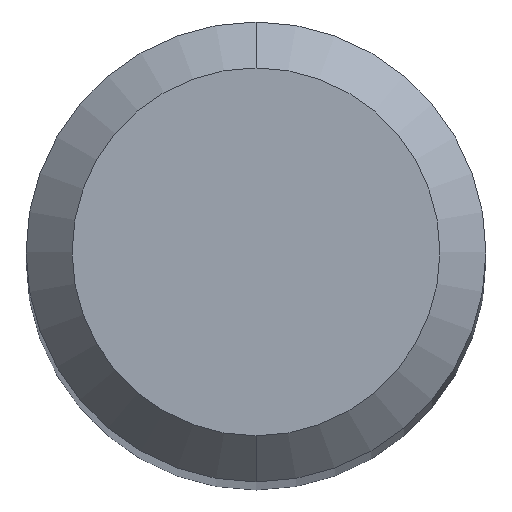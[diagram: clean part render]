
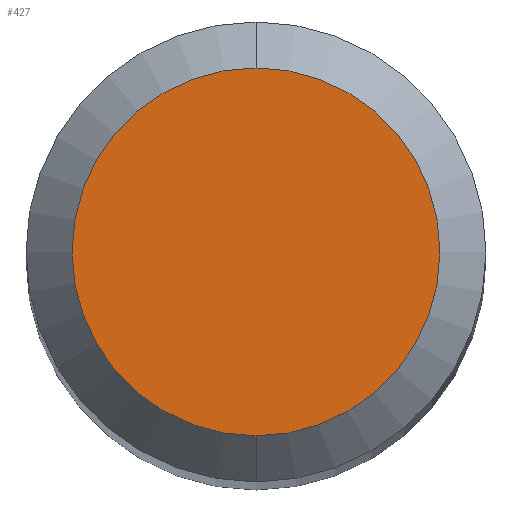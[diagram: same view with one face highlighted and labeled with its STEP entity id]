
A CAD part, top view. The second image highlights one B-rep face of the part: STEP entity #427.
In plain terms, the highlighted planar face has unit normal (0, 0, 1).
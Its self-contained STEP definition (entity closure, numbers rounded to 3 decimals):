
#263=EDGE_CURVE('',#445,#403,#583,.T.);
#353=EDGE_CURVE('',#403,#445,#684,.T.);
#403=VERTEX_POINT('',#737);
#427=ADVANCED_FACE('',(#763),#764,.T.);
#445=VERTEX_POINT('',#782);
#583=CIRCLE('',#1030,1.2);
#684=CIRCLE('',#1204,1.2);
#737=CARTESIAN_POINT('',(0.,-1.2,0.0));
#763=FACE_OUTER_BOUND('',#1343,.T.);
#764=PLANE('',#1344);
#782=CARTESIAN_POINT('',(0.0,1.2,0.0));
#1030=AXIS2_PLACEMENT_3D('',#1593,#1594,#1595);
#1204=AXIS2_PLACEMENT_3D('',#1719,#1720,#1721);
#1343=EDGE_LOOP('',(#1783,#1784));
#1344=AXIS2_PLACEMENT_3D('',#1785,#1786,#1787);
#1593=CARTESIAN_POINT('',(0.0,0.0,0.0));
#1594=DIRECTION('',(0.0,0.0,-1.0));
#1595=DIRECTION('',(0.0,1.0,0.0));
#1719=CARTESIAN_POINT('',(0.0,0.0,0.0));
#1720=DIRECTION('',(0.0,0.0,-1.0));
#1721=DIRECTION('',(0.0,1.0,0.0));
#1783=ORIENTED_EDGE('',*,*,#263,.F.);
#1784=ORIENTED_EDGE('',*,*,#353,.F.);
#1785=CARTESIAN_POINT('',(0.0,0.6,0.0));
#1786=DIRECTION('',(-0.0,0.0,1.0));
#1787=DIRECTION('',(0.0,-1.0,0.0));
